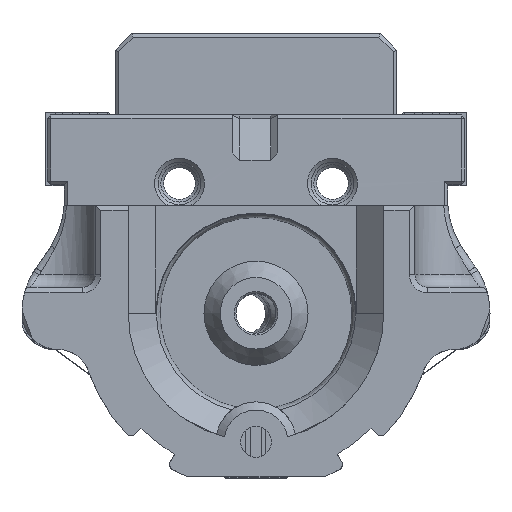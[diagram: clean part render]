
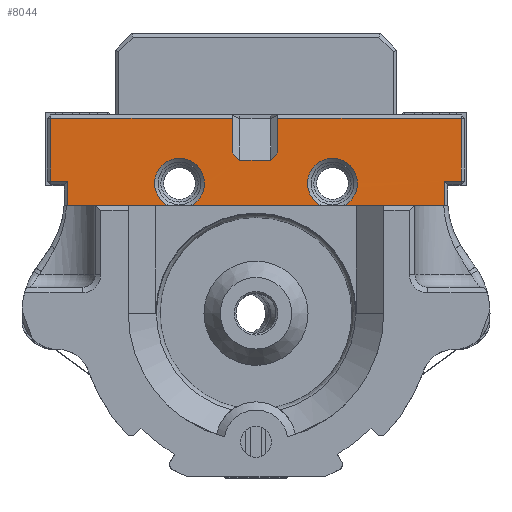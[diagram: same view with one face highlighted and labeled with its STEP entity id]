
A CAD part, top view. The second image highlights one B-rep face of the part: STEP entity #8044.
In plain terms, the highlighted planar face has unit normal (0, 0, 1).
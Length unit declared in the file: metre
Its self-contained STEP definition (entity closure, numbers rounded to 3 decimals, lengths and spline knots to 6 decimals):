
#419=B_SPLINE_CURVE_WITH_KNOTS('',3,(#11125,#11126,#11127,#11128,#11129,
#11130,#11131,#11132,#11133,#11134,#11135),.UNSPECIFIED.,.F.,.F.,(4,1,1,
1,1,1,1,1,4),(0.,0.001831,0.003661,0.005492,
0.007322,0.009153,0.010983,0.012814,
0.014644),.UNSPECIFIED.);
#420=B_SPLINE_CURVE_WITH_KNOTS('',3,(#11139,#11140,#11141,#11142,#11143,
#11144,#11145,#11146,#11147,#11148,#11149),.UNSPECIFIED.,.F.,.F.,(4,1,1,
1,1,1,1,1,4),(0.,0.001831,0.003661,0.005492,
0.007322,0.009153,0.010983,0.012814,
0.014644),.UNSPECIFIED.);
#686=ORIENTED_EDGE('',*,*,#3166,.F.);
#687=ORIENTED_EDGE('',*,*,#3167,.T.);
#688=ORIENTED_EDGE('',*,*,#3168,.T.);
#689=ORIENTED_EDGE('',*,*,#3169,.T.);
#690=ORIENTED_EDGE('',*,*,#3170,.T.);
#691=ORIENTED_EDGE('',*,*,#3171,.T.);
#692=ORIENTED_EDGE('',*,*,#3172,.T.);
#693=ORIENTED_EDGE('',*,*,#3173,.T.);
#694=ORIENTED_EDGE('',*,*,#3174,.T.);
#695=ORIENTED_EDGE('',*,*,#3175,.T.);
#696=ORIENTED_EDGE('',*,*,#3176,.T.);
#697=ORIENTED_EDGE('',*,*,#3177,.T.);
#698=ORIENTED_EDGE('',*,*,#3178,.T.);
#699=ORIENTED_EDGE('',*,*,#3179,.T.);
#700=ORIENTED_EDGE('',*,*,#3180,.T.);
#701=ORIENTED_EDGE('',*,*,#3181,.T.);
#702=ORIENTED_EDGE('',*,*,#3182,.T.);
#703=ORIENTED_EDGE('',*,*,#3183,.T.);
#3166=EDGE_CURVE('',#4406,#4407,#5209,.T.);
#3167=EDGE_CURVE('',#4406,#4408,#5210,.T.);
#3168=EDGE_CURVE('',#4408,#4409,#5211,.T.);
#3169=EDGE_CURVE('',#4409,#4410,#5212,.F.);
#3170=EDGE_CURVE('',#4410,#4411,#5213,.T.);
#3171=EDGE_CURVE('',#4411,#4412,#5214,.T.);
#3172=EDGE_CURVE('',#4412,#4413,#5215,.T.);
#3173=EDGE_CURVE('',#4413,#4414,#5216,.T.);
#3174=EDGE_CURVE('',#4414,#4415,#5217,.T.);
#3175=EDGE_CURVE('',#4415,#4416,#5218,.T.);
#3176=EDGE_CURVE('',#4416,#4417,#419,.T.);
#3177=EDGE_CURVE('',#4417,#4418,#5219,.T.);
#3178=EDGE_CURVE('',#4418,#4419,#420,.T.);
#3179=EDGE_CURVE('',#4419,#4420,#5220,.T.);
#3180=EDGE_CURVE('',#4420,#4421,#5221,.T.);
#3181=EDGE_CURVE('',#4421,#4422,#5222,.T.);
#3182=EDGE_CURVE('',#4422,#4423,#5223,.T.);
#3183=EDGE_CURVE('',#4423,#4407,#5224,.T.);
#4406=VERTEX_POINT('',#11105);
#4407=VERTEX_POINT('',#11106);
#4408=VERTEX_POINT('',#11108);
#4409=VERTEX_POINT('',#11110);
#4410=VERTEX_POINT('',#11112);
#4411=VERTEX_POINT('',#11114);
#4412=VERTEX_POINT('',#11116);
#4413=VERTEX_POINT('',#11118);
#4414=VERTEX_POINT('',#11120);
#4415=VERTEX_POINT('',#11122);
#4416=VERTEX_POINT('',#11124);
#4417=VERTEX_POINT('',#11136);
#4418=VERTEX_POINT('',#11138);
#4419=VERTEX_POINT('',#11150);
#4420=VERTEX_POINT('',#11152);
#4421=VERTEX_POINT('',#11154);
#4422=VERTEX_POINT('',#11156);
#4423=VERTEX_POINT('',#11158);
#5209=LINE('',#11104,#5972);
#5210=LINE('',#11107,#5973);
#5211=LINE('',#11109,#5974);
#5212=LINE('',#11111,#5975);
#5213=LINE('',#11113,#5976);
#5214=LINE('',#11115,#5977);
#5215=LINE('',#11117,#5978);
#5216=LINE('',#11119,#5979);
#5217=LINE('',#11121,#5980);
#5218=LINE('',#11123,#5981);
#5219=LINE('',#11137,#5982);
#5220=LINE('',#11151,#5983);
#5221=LINE('',#11153,#5984);
#5222=LINE('',#11155,#5985);
#5223=LINE('',#11157,#5986);
#5224=LINE('',#11159,#5987);
#5972=VECTOR('',#9141,1.);
#5973=VECTOR('',#9142,1.);
#5974=VECTOR('',#9143,1.);
#5975=VECTOR('',#9144,1.);
#5976=VECTOR('',#9145,1.);
#5977=VECTOR('',#9146,1.);
#5978=VECTOR('',#9147,1.);
#5979=VECTOR('',#9148,1.);
#5980=VECTOR('',#9149,1.);
#5981=VECTOR('',#9150,1.);
#5982=VECTOR('',#9151,1.);
#5983=VECTOR('',#9152,1.);
#5984=VECTOR('',#9153,1.);
#5985=VECTOR('',#9154,1.);
#5986=VECTOR('',#9155,1.);
#5987=VECTOR('',#9156,1.);
#6735=EDGE_LOOP('',(#686,#687,#688,#689,#690,#691,#692,#693,#694,#695,#696,
#697,#698,#699,#700,#701,#702,#703));
#7250=FACE_BOUND('',#6735,.T.);
#7765=PLANE('',#8537);
#8044=ADVANCED_FACE('',(#7250),#7765,.F.);
#8537=AXIS2_PLACEMENT_3D('',#11103,#9139,#9140);
#9139=DIRECTION('',(0.,0.,-1.));
#9140=DIRECTION('',(0.,-1.,0.));
#9141=DIRECTION('',(0.,1.,0.));
#9142=DIRECTION('',(-0.707,-0.707,0.));
#9143=DIRECTION('',(-1.,0.,0.));
#9144=DIRECTION('',(0.707,-0.707,0.));
#9145=DIRECTION('',(0.,1.,0.));
#9146=DIRECTION('',(-1.,0.,0.));
#9147=DIRECTION('',(0.,-1.,0.));
#9148=DIRECTION('',(1.,0.,0.));
#9149=DIRECTION('',(0.,-1.,0.));
#9150=DIRECTION('',(1.,0.,0.));
#9151=DIRECTION('',(1.,0.,0.));
#9152=DIRECTION('',(1.,0.,0.));
#9153=DIRECTION('',(0.,1.,0.));
#9154=DIRECTION('',(1.,0.,0.));
#9155=DIRECTION('',(0.,1.,0.));
#9156=DIRECTION('',(-1.,0.,0.));
#11103=CARTESIAN_POINT('',(0.500001,0.02195,0.09995));
#11104=CARTESIAN_POINT('',(0.502404,0.02195,0.09995));
#11105=CARTESIAN_POINT('',(0.502404,0.01765,0.09995));
#11106=CARTESIAN_POINT('',(0.502404,0.02145,0.09995));
#11107=CARTESIAN_POINT('',(0.503352,0.018599,0.09995));
#11108=CARTESIAN_POINT('',(0.501604,0.01685,0.09995));
#11109=CARTESIAN_POINT('',(0.500001,0.01685,0.09995));
#11110=CARTESIAN_POINT('',(0.498204,0.01685,0.09995));
#11111=CARTESIAN_POINT('',(0.496553,0.018502,0.09995));
#11112=CARTESIAN_POINT('',(0.497404,0.01765,0.09995));
#11113=CARTESIAN_POINT('',(0.497404,0.02195,0.09995));
#11114=CARTESIAN_POINT('',(0.497404,0.02145,0.09995));
#11115=CARTESIAN_POINT('',(0.477008,0.02145,0.09995));
#11116=CARTESIAN_POINT('',(0.477408,0.02145,0.09995));
#11117=CARTESIAN_POINT('',(0.477408,0.01415,0.09995));
#11118=CARTESIAN_POINT('',(0.477408,0.01455,0.09995));
#11119=CARTESIAN_POINT('',(0.500001,0.01455,0.09995));
#11120=CARTESIAN_POINT('',(0.479289,0.01455,0.09995));
#11121=CARTESIAN_POINT('',(0.479289,0.01185,0.09995));
#11122=CARTESIAN_POINT('',(0.479289,0.01185,0.09995));
#11123=CARTESIAN_POINT('',(0.500001,0.01185,0.09995));
#11124=CARTESIAN_POINT('',(0.490356,0.01185,0.09995));
#11125=CARTESIAN_POINT('',(0.490356,0.01185,0.09995));
#11126=CARTESIAN_POINT('',(0.489802,0.012126,0.09995));
#11127=CARTESIAN_POINT('',(0.488906,0.013051,0.09995));
#11128=CARTESIAN_POINT('',(0.4887,0.014986,0.09995));
#11129=CARTESIAN_POINT('',(0.489742,0.016628,0.09995));
#11130=CARTESIAN_POINT('',(0.49158,0.017272,0.09995));
#11131=CARTESIAN_POINT('',(0.493419,0.016633,0.09995));
#11132=CARTESIAN_POINT('',(0.494467,0.014996,0.09995));
#11133=CARTESIAN_POINT('',(0.49426,0.013048,0.09995));
#11134=CARTESIAN_POINT('',(0.493366,0.012125,0.09995));
#11135=CARTESIAN_POINT('',(0.492811,0.01185,0.09995));
#11136=CARTESIAN_POINT('',(0.492811,0.01185,0.09995));
#11137=CARTESIAN_POINT('',(0.500001,0.01185,0.09995));
#11138=CARTESIAN_POINT('',(0.507188,0.01185,0.09995));
#11139=CARTESIAN_POINT('',(0.507188,0.01185,0.09995));
#11140=CARTESIAN_POINT('',(0.506634,0.012126,0.09995));
#11141=CARTESIAN_POINT('',(0.505739,0.013051,0.09995));
#11142=CARTESIAN_POINT('',(0.505533,0.014986,0.09995));
#11143=CARTESIAN_POINT('',(0.506574,0.016628,0.09995));
#11144=CARTESIAN_POINT('',(0.508412,0.017272,0.09995));
#11145=CARTESIAN_POINT('',(0.510252,0.016633,0.09995));
#11146=CARTESIAN_POINT('',(0.511299,0.014996,0.09995));
#11147=CARTESIAN_POINT('',(0.511093,0.013048,0.09995));
#11148=CARTESIAN_POINT('',(0.510198,0.012125,0.09995));
#11149=CARTESIAN_POINT('',(0.509644,0.01185,0.09995));
#11150=CARTESIAN_POINT('',(0.509644,0.01185,0.09995));
#11151=CARTESIAN_POINT('',(0.500001,0.01185,0.09995));
#11152=CARTESIAN_POINT('',(0.520711,0.01185,0.09995));
#11153=CARTESIAN_POINT('',(0.520711,0.01415,0.09995));
#11154=CARTESIAN_POINT('',(0.520711,0.01455,0.09995));
#11155=CARTESIAN_POINT('',(0.500001,0.01455,0.09995));
#11156=CARTESIAN_POINT('',(0.522592,0.01455,0.09995));
#11157=CARTESIAN_POINT('',(0.522592,0.021993,0.09995));
#11158=CARTESIAN_POINT('',(0.522592,0.02145,0.09995));
#11159=CARTESIAN_POINT('',(0.477008,0.02145,0.09995));
